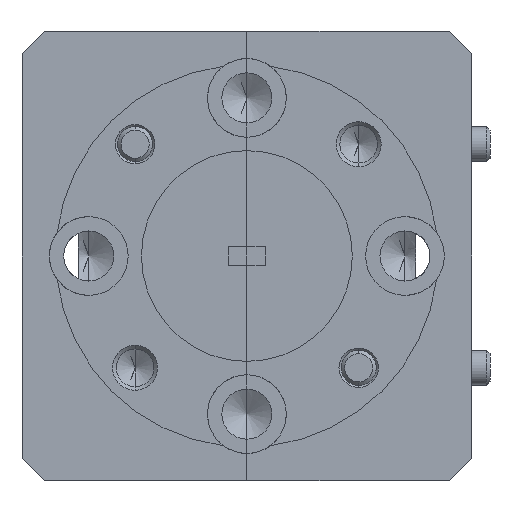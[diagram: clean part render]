
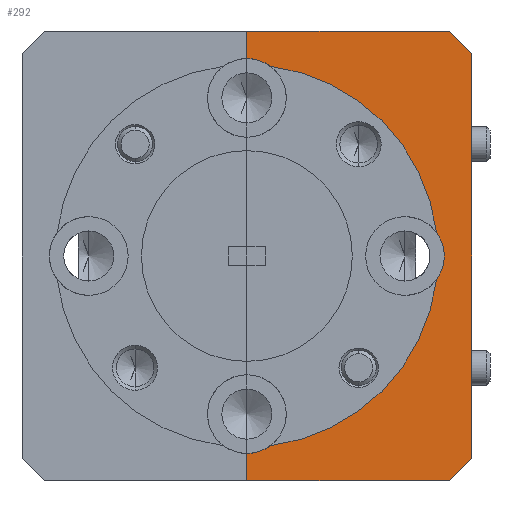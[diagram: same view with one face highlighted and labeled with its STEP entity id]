
A CAD part, front view. The second image highlights one B-rep face of the part: STEP entity #292.
In plain terms, the highlighted planar face has unit normal (0, -1, 0).
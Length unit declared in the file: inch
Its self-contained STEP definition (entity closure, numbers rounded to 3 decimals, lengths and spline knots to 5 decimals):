
#280 = LINE ( 'NONE', #2909, #10494 ) ;
#292 = ADVANCED_FACE ( 'NONE', ( #6598 ), #16173, .T. ) ;
#322 = EDGE_CURVE ( 'NONE', #12756, #19643, #19484, .T. ) ;
#342 = DIRECTION ( 'NONE',  ( 0., 1., 0. ) ) ;
#435 = CARTESIAN_POINT ( 'NONE',  ( 0.33743, -0.78375, 0.04177 ) ) ;
#620 = DIRECTION ( 'NONE',  ( 0.707, 0., 0.707 ) ) ;
#698 = AXIS2_PLACEMENT_3D ( 'NONE', #706, #1226, #8271 ) ;
#706 = CARTESIAN_POINT ( 'NONE',  ( 1.10148, -0.78375, -0.4 ) ) ;
#729 = CARTESIAN_POINT ( 'NONE',  ( 1.10148, -0.78375, -0.4 ) ) ;
#981 = ORIENTED_EDGE ( 'NONE', *, *, #8081, .T. ) ;
#1226 = DIRECTION ( 'NONE',  ( 0., -1., 0. ) ) ;
#1349 = LINE ( 'NONE', #5692, #13957 ) ;
#1397 = CARTESIAN_POINT ( 'NONE',  ( 0.36, -0.78375, 0.4 ) ) ;
#1821 = DIRECTION ( 'NONE',  ( 0., 1., 0. ) ) ;
#1989 = CARTESIAN_POINT ( 'NONE',  ( 0., -0.78375, -0.28125 ) ) ;
#2099 = EDGE_CURVE ( 'NONE', #10438, #14882, #6324, .T. ) ;
#2286 = DIRECTION ( 'NONE',  ( 0., 1., 0. ) ) ;
#2837 = VECTOR ( 'NONE', #9741, 39.37008 ) ;
#2909 = CARTESIAN_POINT ( 'NONE',  ( 1.10148, -0.78375, 0.4 ) ) ;
#2959 = CARTESIAN_POINT ( 'NONE',  ( 0., -0.78375, -0.35125 ) ) ;
#3392 = CARTESIAN_POINT ( 'NONE',  ( 0., -0.78375, -0.4 ) ) ;
#3446 = CIRCLE ( 'NONE', #18611, 0.34 ) ;
#3641 = ORIENTED_EDGE ( 'NONE', *, *, #11825, .F. ) ;
#3671 = VERTEX_POINT ( 'NONE', #13378 ) ;
#3748 = DIRECTION ( 'NONE',  ( 0., 0., 1. ) ) ;
#4380 = ORIENTED_EDGE ( 'NONE', *, *, #14541, .F. ) ;
#4573 = ORIENTED_EDGE ( 'NONE', *, *, #2099, .F. ) ;
#4918 = DIRECTION ( 'NONE',  ( 0., 0., 1. ) ) ;
#5175 = AXIS2_PLACEMENT_3D ( 'NONE', #6900, #1821, #3748 ) ;
#5206 = LINE ( 'NONE', #729, #17570 ) ;
#5692 = CARTESIAN_POINT ( 'NONE',  ( 0.73074, -0.78375, -0.02926 ) ) ;
#5793 = DIRECTION ( 'NONE',  ( -1., 0., 0. ) ) ;
#6324 = LINE ( 'NONE', #3392, #14955 ) ;
#6456 = ORIENTED_EDGE ( 'NONE', *, *, #15588, .T. ) ;
#6598 = FACE_OUTER_BOUND ( 'NONE', #19281, .T. ) ;
#6873 = CIRCLE ( 'NONE', #16985, 0.07 ) ;
#6881 = EDGE_CURVE ( 'NONE', #15046, #8171, #17693, .T. ) ;
#6900 = CARTESIAN_POINT ( 'NONE',  ( 0., -0.78375, 0.28125 ) ) ;
#7057 = VERTEX_POINT ( 'NONE', #10674 ) ;
#7431 = ORIENTED_EDGE ( 'NONE', *, *, #21118, .T. ) ;
#8081 = EDGE_CURVE ( 'NONE', #8171, #7057, #280, .T. ) ;
#8171 = VERTEX_POINT ( 'NONE', #1397 ) ;
#8271 = DIRECTION ( 'NONE',  ( 0., 0., -1. ) ) ;
#8502 = DIRECTION ( 'NONE',  ( -0.707, 0., 0.707 ) ) ;
#9177 = VERTEX_POINT ( 'NONE', #9615 ) ;
#9193 = DIRECTION ( 'NONE',  ( 0., 0., 1. ) ) ;
#9360 = CARTESIAN_POINT ( 'NONE',  ( 0.33743, -0.78375, -0.04177 ) ) ;
#9615 = CARTESIAN_POINT ( 'NONE',  ( 0.04177, -0.78375, -0.33742 ) ) ;
#9672 = CARTESIAN_POINT ( 'NONE',  ( 0.4, -0.78375, 0.4 ) ) ;
#9741 = DIRECTION ( 'NONE',  ( 0., 0., -1. ) ) ;
#9816 = AXIS2_PLACEMENT_3D ( 'NONE', #17263, #18983, #12046 ) ;
#9901 = CARTESIAN_POINT ( 'NONE',  ( 0.04177, -0.78375, 0.33743 ) ) ;
#10217 = DIRECTION ( 'NONE',  ( 0., 0., 1. ) ) ;
#10361 = EDGE_CURVE ( 'NONE', #9177, #14882, #6873, .T. ) ;
#10438 = VERTEX_POINT ( 'NONE', #17657 ) ;
#10494 = VECTOR ( 'NONE', #14923, 39.37008 ) ;
#10674 = CARTESIAN_POINT ( 'NONE',  ( 0., -0.78375, 0.4 ) ) ;
#11671 = DIRECTION ( 'NONE',  ( 0., 1., 0. ) ) ;
#11825 = EDGE_CURVE ( 'NONE', #15046, #16055, #17065, .T. ) ;
#12046 = DIRECTION ( 'NONE',  ( 0., 0., 1. ) ) ;
#12054 = CARTESIAN_POINT ( 'NONE',  ( 0.4, -0.78375, 0.36 ) ) ;
#12066 = VERTEX_POINT ( 'NONE', #17503 ) ;
#12354 = DIRECTION ( 'NONE',  ( 0., 0., 1. ) ) ;
#12402 = CARTESIAN_POINT ( 'NONE',  ( 0.4, -0.78375, -0.36 ) ) ;
#12756 = VERTEX_POINT ( 'NONE', #9901 ) ;
#13378 = CARTESIAN_POINT ( 'NONE',  ( 0., -0.78375, 0.35125 ) ) ;
#13467 = EDGE_CURVE ( 'NONE', #3671, #12756, #21554, .T. ) ;
#13471 = ORIENTED_EDGE ( 'NONE', *, *, #18085, .F. ) ;
#13508 = ORIENTED_EDGE ( 'NONE', *, *, #21371, .T. ) ;
#13957 = VECTOR ( 'NONE', #620, 39.37008 ) ;
#14541 = EDGE_CURVE ( 'NONE', #3671, #7057, #15862, .T. ) ;
#14882 = VERTEX_POINT ( 'NONE', #2959 ) ;
#14923 = DIRECTION ( 'NONE',  ( -1., 0., 0. ) ) ;
#14955 = VECTOR ( 'NONE', #18849, 39.37008 ) ;
#15046 = VERTEX_POINT ( 'NONE', #12054 ) ;
#15293 = CARTESIAN_POINT ( 'NONE',  ( 0., -0.78375, -0.4 ) ) ;
#15588 = EDGE_CURVE ( 'NONE', #22205, #9177, #3446, .T. ) ;
#15686 = ORIENTED_EDGE ( 'NONE', *, *, #322, .T. ) ;
#15862 = LINE ( 'NONE', #15293, #20161 ) ;
#16055 = VERTEX_POINT ( 'NONE', #12402 ) ;
#16102 = CARTESIAN_POINT ( 'NONE',  ( 0., -0.78375, 0. ) ) ;
#16173 = PLANE ( 'NONE',  #698 ) ;
#16532 = ORIENTED_EDGE ( 'NONE', *, *, #13467, .T. ) ;
#16977 = CARTESIAN_POINT ( 'NONE',  ( 1.13074, -0.78375, -0.37074 ) ) ;
#16985 = AXIS2_PLACEMENT_3D ( 'NONE', #1989, #342, #12354 ) ;
#17065 = LINE ( 'NONE', #9672, #2837 ) ;
#17263 = CARTESIAN_POINT ( 'NONE',  ( 0.28125, -0.78375, 0. ) ) ;
#17503 = CARTESIAN_POINT ( 'NONE',  ( 0.36, -0.78375, -0.4 ) ) ;
#17570 = VECTOR ( 'NONE', #5793, 39.37008 ) ;
#17657 = CARTESIAN_POINT ( 'NONE',  ( 0., -0.78375, -0.4 ) ) ;
#17693 = LINE ( 'NONE', #16977, #20653 ) ;
#17946 = AXIS2_PLACEMENT_3D ( 'NONE', #18171, #11671, #10217 ) ;
#18085 = EDGE_CURVE ( 'NONE', #12066, #10438, #5206, .T. ) ;
#18171 = CARTESIAN_POINT ( 'NONE',  ( 0., -0.78375, 0. ) ) ;
#18611 = AXIS2_PLACEMENT_3D ( 'NONE', #16102, #2286, #9193 ) ;
#18849 = DIRECTION ( 'NONE',  ( 0., 0., 1. ) ) ;
#18983 = DIRECTION ( 'NONE',  ( 0., 1., 0. ) ) ;
#19281 = EDGE_LOOP ( 'NONE', ( #16532, #15686, #13508, #6456, #20317, #4573, #13471, #7431, #3641, #22168, #981, #4380 ) ) ;
#19484 = CIRCLE ( 'NONE', #17946, 0.34 ) ;
#19572 = CIRCLE ( 'NONE', #9816, 0.07 ) ;
#19643 = VERTEX_POINT ( 'NONE', #435 ) ;
#20161 = VECTOR ( 'NONE', #4918, 39.37008 ) ;
#20317 = ORIENTED_EDGE ( 'NONE', *, *, #10361, .T. ) ;
#20653 = VECTOR ( 'NONE', #8502, 39.37008 ) ;
#21118 = EDGE_CURVE ( 'NONE', #12066, #16055, #1349, .T. ) ;
#21371 = EDGE_CURVE ( 'NONE', #19643, #22205, #19572, .T. ) ;
#21554 = CIRCLE ( 'NONE', #5175, 0.07 ) ;
#22168 = ORIENTED_EDGE ( 'NONE', *, *, #6881, .T. ) ;
#22205 = VERTEX_POINT ( 'NONE', #9360 ) ;
